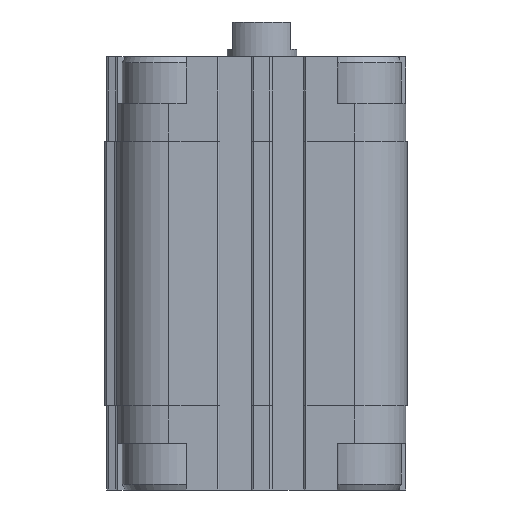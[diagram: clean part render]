
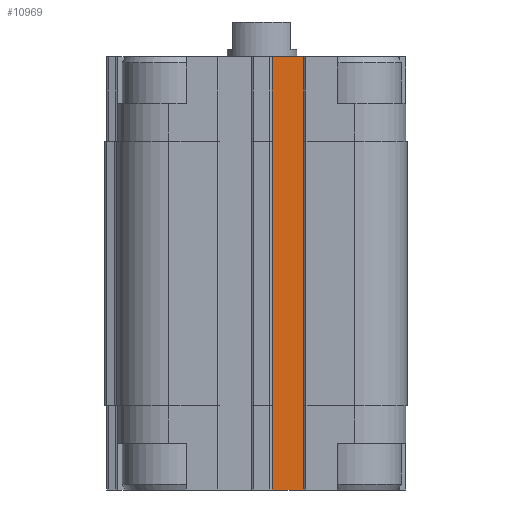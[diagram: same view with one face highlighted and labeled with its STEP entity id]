
A CAD part, left-side view. The second image highlights one B-rep face of the part: STEP entity #10969.
In plain terms, the highlighted face is planar.
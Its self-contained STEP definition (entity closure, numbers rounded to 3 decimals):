
#148=LINE('',#16530,#1184);
#339=LINE('',#17209,#1375);
#340=LINE('',#17211,#1376);
#341=LINE('',#17213,#1377);
#1184=VECTOR('',#12864,1000.);
#1375=VECTOR('',#13457,1000.);
#1376=VECTOR('',#13460,1000.);
#1377=VECTOR('',#13461,1000.);
#2176=PLANE('',#11817);
#3620=ORIENTED_EDGE('',*,*,#6430,.F.);
#3621=ORIENTED_EDGE('',*,*,#6763,.F.);
#3622=ORIENTED_EDGE('',*,*,#6764,.T.);
#3623=ORIENTED_EDGE('',*,*,#6765,.T.);
#6430=EDGE_CURVE('',#8045,#8046,#148,.T.);
#6763=EDGE_CURVE('',#8332,#8045,#339,.T.);
#6764=EDGE_CURVE('',#8332,#8333,#340,.T.);
#6765=EDGE_CURVE('',#8333,#8046,#341,.T.);
#8045=VERTEX_POINT('',#16529);
#8046=VERTEX_POINT('',#16531);
#8332=VERTEX_POINT('',#17208);
#8333=VERTEX_POINT('',#17212);
#9449=EDGE_LOOP('',(#3620,#3621,#3622,#3623));
#10199=FACE_BOUND('',#9449,.T.);
#10969=ADVANCED_FACE('',(#10199),#2176,.T.);
#11817=AXIS2_PLACEMENT_3D('',#17210,#13458,#13459);
#12864=DIRECTION('',(0.,1.,0.));
#13457=DIRECTION('',(0.,0.,1.));
#13458=DIRECTION('',(1.,0.,0.));
#13459=DIRECTION('',(0.,0.,-1.));
#13460=DIRECTION('',(0.,1.,0.));
#13461=DIRECTION('',(0.,0.,1.));
#16529=CARTESIAN_POINT('',(19.9,1.5,0.));
#16530=CARTESIAN_POINT('',(19.9,1.5,0.));
#16531=CARTESIAN_POINT('',(19.9,7.5,0.));
#17208=CARTESIAN_POINT('',(19.9,1.5,-74.5));
#17209=CARTESIAN_POINT('',(19.9,1.5,-14.5));
#17210=CARTESIAN_POINT('',(19.9,1.5,-14.5));
#17211=CARTESIAN_POINT('',(19.9,1.5,-74.5));
#17212=CARTESIAN_POINT('',(19.9,7.5,-74.5));
#17213=CARTESIAN_POINT('',(19.9,7.5,-14.5));
